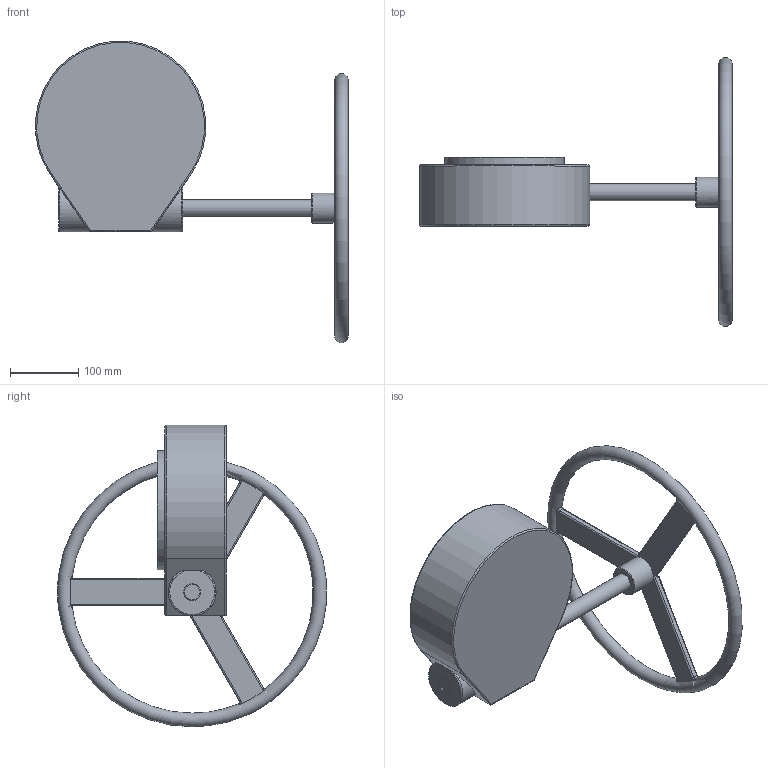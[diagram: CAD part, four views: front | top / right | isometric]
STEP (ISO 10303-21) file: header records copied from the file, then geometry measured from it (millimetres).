
FILE_DESCRIPTION(/* description */ (''),/* implementation_level */ '2;1');
FILE_NAME(/* name */ 'Gear 5596 DN450.step',/* time_stamp */ '2017-10-10T11:36:49+02:00',/* author */ ('mr84N69'),/* organization */ (''),/* preprocessor_version */ 'ST-DEVELOPER v16.13',/* originating_system */ 'Autodesk Translation Framework v6.5.0.72',/* authorisation */ '');
FILE_SCHEMA (('AUTOMOTIVE_DESIGN { 1 0 10303 214 3 1 1 }'));
Length unit declared in the file: millimetre
Products named in the file (6): Gear 5596 (DN450) v2 v2 v3 v3; Component1; Component2; Component3; Stjerne 36x36 v1; Component1_1
Assembly tree (5 placements, depth 3):
  Gear 5596 (DN450) v2 v2 v3 v3
    Component1
    Component2
    Component3
    Stjerne 36x36 v1
      Component1_1
Bounding box: 458.58 x 394.18 x 442.03 mm (x, y, z)
Volume: 5588747.3 mm3; surface area: 411433.3 mm2
Topology: 4 solids, 4 shells, 215 faces, 568 edges, 361 vertices
Faces by surface type: cylinder 116, plane 47, bspline 32, torus 9, sphere 6, cone 5
Full cylindrical faces by diameter (mm): 8.526 x40, 10.198 x36, 25 x3, 44 x1, 85 x2, 175 x1
Entity records: 17772 total; most frequent: CARTESIAN_POINT 12818, ORIENTED_EDGE 1136, DIRECTION 799, EDGE_CURVE 568, VERTEX_POINT 361, AXIS2_PLACEMENT_3D 306, B_SPLINE_CURVE_WITH_KNOTS 269, EDGE_LOOP 227
